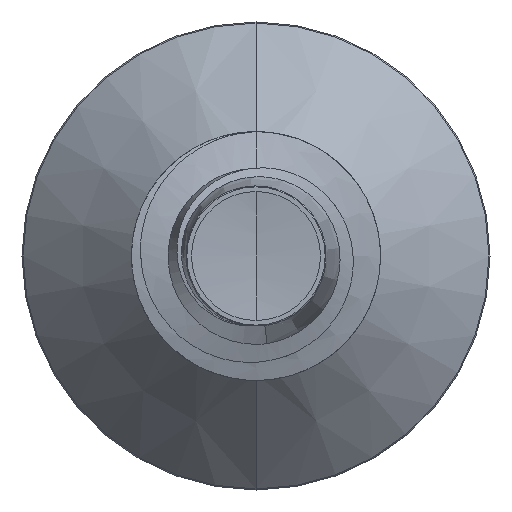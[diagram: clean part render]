
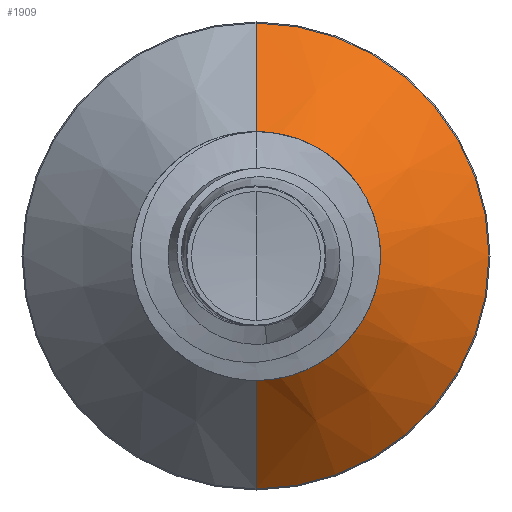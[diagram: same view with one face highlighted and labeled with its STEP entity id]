
A CAD part, front view. The second image highlights one B-rep face of the part: STEP entity #1909.
In plain terms, the highlighted conical face has half-angle 45 degrees and reference radius 1.189 mm.
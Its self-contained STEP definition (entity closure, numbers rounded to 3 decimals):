
#624 = ORIENTED_EDGE ( 'NONE', *, *, #11333, .T. ) ;
#1909 = ADVANCED_FACE ( 'NONE', ( #11247 ), #8830, .T. ) ;
#2292 = CARTESIAN_POINT ( 'NONE',  ( 0., 6.439, -2.339 ) ) ;
#3194 = VECTOR ( 'NONE', #5530, 1000. ) ;
#3804 = ORIENTED_EDGE ( 'NONE', *, *, #11102, .F. ) ;
#4430 = DIRECTION ( 'NONE',  ( 0., 0., 1. ) ) ;
#4452 = DIRECTION ( 'NONE',  ( 0., 1., 0. ) ) ;
#4456 = CARTESIAN_POINT ( 'NONE',  ( 0., 5.289, 0. ) ) ;
#5316 = DIRECTION ( 'NONE',  ( 0., 0.707, 0.707 ) ) ;
#5408 = CARTESIAN_POINT ( 'NONE',  ( 0., 5.289, 1.189 ) ) ;
#5530 = DIRECTION ( 'NONE',  ( 0., 0.707, -0.707 ) ) ;
#6547 = CARTESIAN_POINT ( 'NONE',  ( 0., 5.289, -1.189 ) ) ;
#6607 = CIRCLE ( 'NONE', #8055, 2.339 ) ;
#7588 = AXIS2_PLACEMENT_3D ( 'NONE', #4456, #4452, #4430 ) ;
#7996 = VERTEX_POINT ( 'NONE', #6547 ) ;
#8055 = AXIS2_PLACEMENT_3D ( 'NONE', #9557, #9552, #9541 ) ;
#8791 = CARTESIAN_POINT ( 'NONE',  ( 0., 5.289, 0. ) ) ;
#8830 = CONICAL_SURFACE ( 'NONE', #10545, 1.189, 0.785 ) ;
#9096 = LINE ( 'NONE', #9570, #3194 ) ;
#9280 = ORIENTED_EDGE ( 'NONE', *, *, #11128, .T. ) ;
#9541 = DIRECTION ( 'NONE',  ( 0., 0., 1. ) ) ;
#9552 = DIRECTION ( 'NONE',  ( 0., 1., 0. ) ) ;
#9557 = CARTESIAN_POINT ( 'NONE',  ( 0., 6.439, 0. ) ) ;
#9570 = CARTESIAN_POINT ( 'NONE',  ( 0., 5.289, -1.189 ) ) ;
#9895 = CARTESIAN_POINT ( 'NONE',  ( 0., 6.439, 2.339 ) ) ;
#10545 = AXIS2_PLACEMENT_3D ( 'NONE', #8791, #12110, #12099 ) ;
#10546 = CARTESIAN_POINT ( 'NONE',  ( 0., 5.289, 1.189 ) ) ;
#10852 = EDGE_CURVE ( 'NONE', #11048, #11074, #12673, .T. ) ;
#10870 = VECTOR ( 'NONE', #5316, 1000. ) ;
#11048 = VERTEX_POINT ( 'NONE', #10546 ) ;
#11074 = VERTEX_POINT ( 'NONE', #9895 ) ;
#11102 = EDGE_CURVE ( 'NONE', #11074, #11522, #6607, .T. ) ;
#11127 = ORIENTED_EDGE ( 'NONE', *, *, #10852, .F. ) ;
#11128 = EDGE_CURVE ( 'NONE', #7996, #11522, #9096, .T. ) ;
#11247 = FACE_OUTER_BOUND ( 'NONE', #11266, .T. ) ;
#11266 = EDGE_LOOP ( 'NONE', ( #624, #9280, #3804, #11127 ) ) ;
#11333 = EDGE_CURVE ( 'NONE', #11048, #7996, #12006, .T. ) ;
#11522 = VERTEX_POINT ( 'NONE', #2292 ) ;
#12006 = CIRCLE ( 'NONE', #7588, 1.189 ) ;
#12099 = DIRECTION ( 'NONE',  ( 0., 0., 1. ) ) ;
#12110 = DIRECTION ( 'NONE',  ( 0., 1., 0. ) ) ;
#12673 = LINE ( 'NONE', #5408, #10870 ) ;
